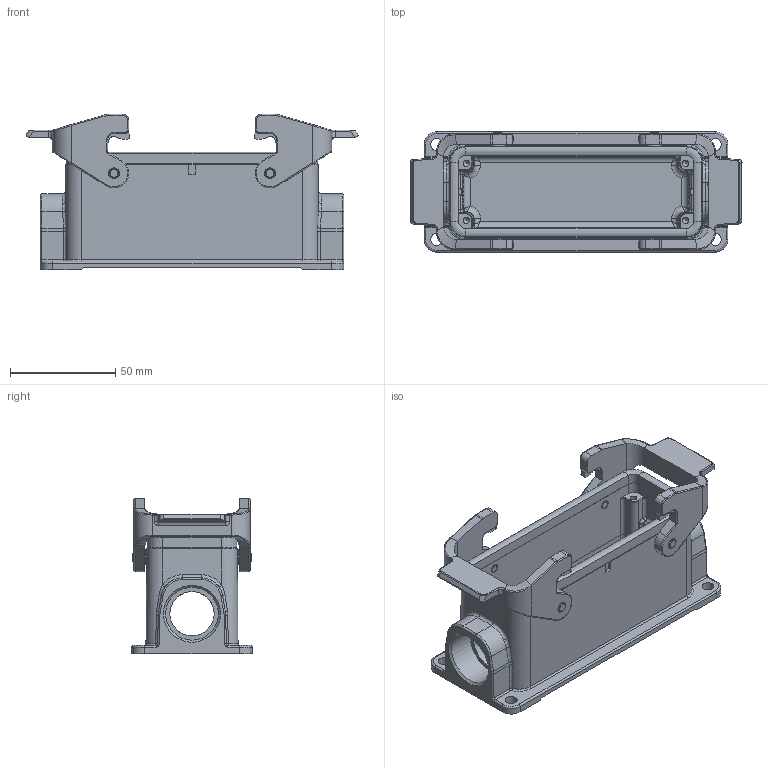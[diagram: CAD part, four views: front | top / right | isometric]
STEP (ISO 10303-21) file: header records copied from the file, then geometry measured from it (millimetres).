
FILE_DESCRIPTION(/* description */ (''),/* implementation_level */ '2;1');
FILE_NAME(/* name */ '100182730ugm000_d.stp',/* time_stamp */ '2017-11-03T16:28:21+01:00',/* author */ (''),/* organization */ (''),/* preprocessor_version */ 'ST-DEVELOPER v16',/* originating_system */ 'SIEMENS PLM Software NX 10.0',/* authorisation */ '');
FILE_SCHEMA (('AUTOMOTIVE_DESIGN { 1 0 10303 214 3 1 1 1 }'));
Length unit declared in the file: millimetre
Products named in the file (1): 100182730ugm000_d
Bounding box: 157.4 x 57 x 73.8 mm (x, y, z)
Volume: 129672.7 mm3; surface area: 65305.9 mm2
Topology: 3 solids, 3 shells, 759 faces, 2462 edges, 2295 vertices
Faces by surface type: plane 285, cylinder 274, bspline 136, torus 40, cone 18, sphere 4, extrusion 2
Full cylindrical faces by diameter (mm): 0.88 x1, 1.04 x1, 3 x4, 4 x4, 4.8 x4, 5.1 x4, 5.6 x4, 7 x4, 21 x2, 25 x2
Entity records: 33946 total; most frequent: CARTESIAN_POINT 10143, DIRECTION 3694, ORIENTED_EDGE 3592, EDGE_CURVE 1796, AXIS2_PLACEMENT_3D 1286, VERTEX_POINT 1132, VECTOR 1122, LINE 1120
